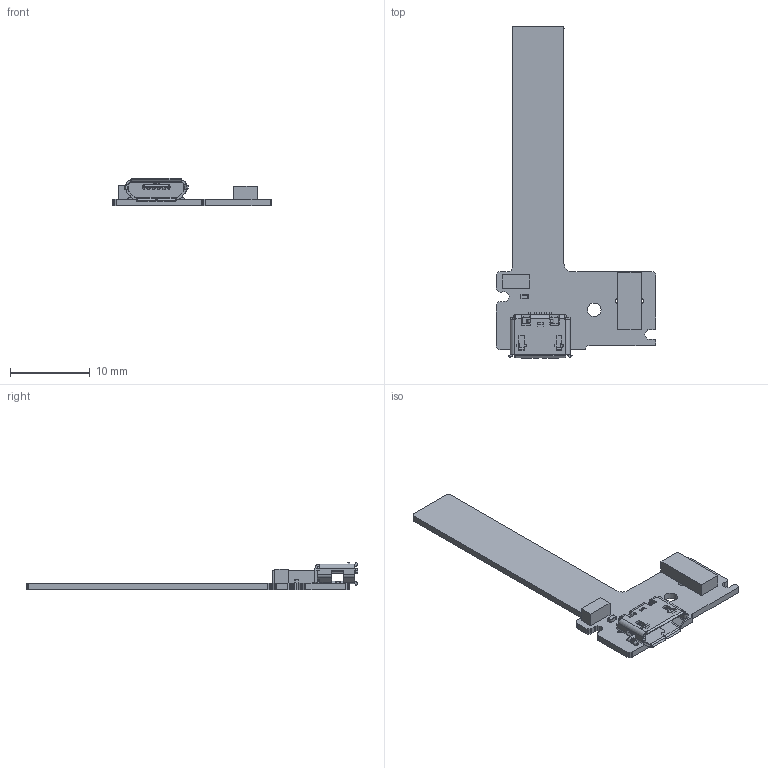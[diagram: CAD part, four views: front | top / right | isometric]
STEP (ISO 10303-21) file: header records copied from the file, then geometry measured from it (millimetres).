
FILE_DESCRIPTION(('Open CASCADE Model'),'2;1');
FILE_NAME('Open CASCADE Shape Model','2016-04-06T13:01:26',('Author'),( 'Open CASCADE'),'Open CASCADE STEP processor 6.2','Open CASCADE 6.2' ,'Unknown');
FILE_SCHEMA(('AUTOMOTIVE_DESIGN { 1 0 10303 214 1 1 1 1 }'));
Length unit declared in the file: millimetre
Products named in the file (14): PCB; Board; CN1; 1050170002; Open CASCADE STEP translator 6.2 1.2.1.1; Open CASCADE STEP translator 6.2 1.2.1.2; S1; 457883152; Extruded; C2; User_Library-0402(1005M)_Cap; C1; 449036560
Assembly tree (13 placements, depth 4):
  PCB
    Board
    CN1
      1050170002
        Open CASCADE STEP translator 6.2 1.2.1.1
        Open CASCADE STEP translator 6.2 1.2.1.2
    S1
      457883152
        Extruded
    C2
      User_Library-0402(1005M)_Cap
    C1
      449036560
        Extruded
Bounding box: 20.04 x 41.65 x 3.48 mm (x, y, z)
Volume: 395.5 mm3; surface area: 1262.9 mm2
Topology: 7 solids, 7 shells, 764 faces, 2267 edges, 1522 vertices
Faces by surface type: plane 518, cylinder 191, bspline 51, sphere 4
Full cylindrical faces by diameter (mm): 0.9 x2, 1.7 x1
Entity records: 59516 total; most frequent: CARTESIAN_POINT 16009, DIRECTION 7282, LINE 4827, VECTOR 4827, ORIENTED_EDGE 4446, PCURVE 4446, DEFINITIONAL_REPRESENTATION 4446, EDGE_CURVE 2223
